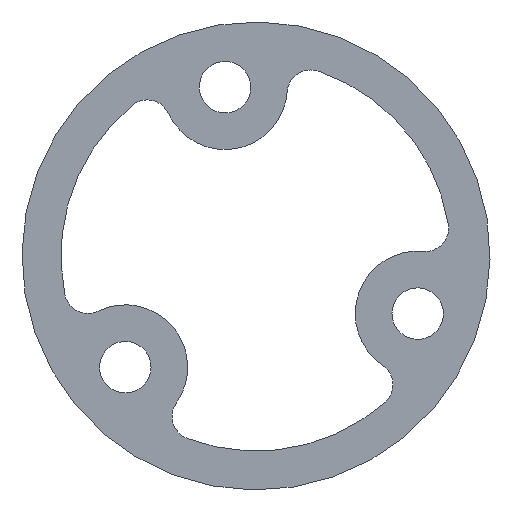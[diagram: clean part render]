
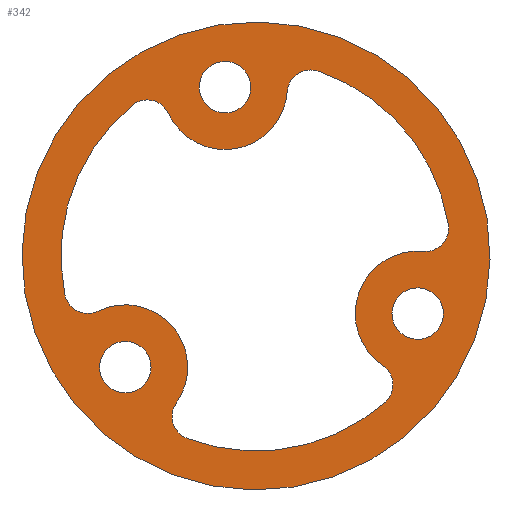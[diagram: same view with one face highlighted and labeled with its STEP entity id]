
A CAD part, left-side view. The second image highlights one B-rep face of the part: STEP entity #342.
In plain terms, the highlighted planar face has unit normal (-1, 0, 0).
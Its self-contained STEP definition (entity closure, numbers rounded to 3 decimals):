
#19=FACE_BOUND('',#65,.T.);
#20=FACE_BOUND('',#66,.T.);
#21=FACE_BOUND('',#67,.T.);
#22=FACE_BOUND('',#68,.T.);
#24=PLANE('',#406);
#42=FACE_OUTER_BOUND('',#64,.T.);
#64=EDGE_LOOP('',(#293));
#65=EDGE_LOOP('',(#294));
#66=EDGE_LOOP('',(#295));
#67=EDGE_LOOP('',(#296));
#68=EDGE_LOOP('',(#297,#298,#299,#300,#301,#302,#303,#304,#305,#306,#307,
#308));
#101=CIRCLE('',#358,4.);
#103=CIRCLE('',#361,1.5);
#105=CIRCLE('',#364,12.5);
#107=CIRCLE('',#367,1.5);
#109=CIRCLE('',#370,4.);
#111=CIRCLE('',#373,1.5);
#113=CIRCLE('',#376,1.65);
#115=CIRCLE('',#379,1.65);
#117=CIRCLE('',#382,1.65);
#119=CIRCLE('',#385,15.);
#121=CIRCLE('',#388,12.5);
#123=CIRCLE('',#391,1.5);
#125=CIRCLE('',#394,4.);
#127=CIRCLE('',#397,1.5);
#129=CIRCLE('',#400,12.5);
#131=CIRCLE('',#403,1.5);
#133=VERTEX_POINT('',#527);
#134=VERTEX_POINT('',#528);
#137=VERTEX_POINT('',#536);
#139=VERTEX_POINT('',#542);
#141=VERTEX_POINT('',#548);
#143=VERTEX_POINT('',#554);
#145=VERTEX_POINT('',#560);
#147=VERTEX_POINT('',#566);
#149=VERTEX_POINT('',#572);
#151=VERTEX_POINT('',#578);
#153=VERTEX_POINT('',#584);
#155=VERTEX_POINT('',#590);
#157=VERTEX_POINT('',#596);
#159=VERTEX_POINT('',#602);
#161=VERTEX_POINT('',#608);
#163=VERTEX_POINT('',#614);
#165=EDGE_CURVE('',#133,#134,#101,.T.);
#169=EDGE_CURVE('',#137,#133,#103,.T.);
#172=EDGE_CURVE('',#139,#137,#105,.T.);
#175=EDGE_CURVE('',#141,#139,#107,.T.);
#178=EDGE_CURVE('',#143,#141,#109,.T.);
#181=EDGE_CURVE('',#145,#143,#111,.T.);
#184=EDGE_CURVE('',#147,#147,#113,.T.);
#187=EDGE_CURVE('',#149,#149,#115,.T.);
#190=EDGE_CURVE('',#151,#151,#117,.T.);
#193=EDGE_CURVE('',#153,#153,#119,.T.);
#196=EDGE_CURVE('',#155,#145,#121,.T.);
#199=EDGE_CURVE('',#157,#155,#123,.T.);
#202=EDGE_CURVE('',#159,#157,#125,.T.);
#205=EDGE_CURVE('',#161,#159,#127,.T.);
#208=EDGE_CURVE('',#163,#161,#129,.T.);
#211=EDGE_CURVE('',#134,#163,#131,.T.);
#293=ORIENTED_EDGE('',*,*,#193,.T.);
#294=ORIENTED_EDGE('',*,*,#190,.T.);
#295=ORIENTED_EDGE('',*,*,#187,.T.);
#296=ORIENTED_EDGE('',*,*,#184,.T.);
#297=ORIENTED_EDGE('',*,*,#181,.T.);
#298=ORIENTED_EDGE('',*,*,#178,.T.);
#299=ORIENTED_EDGE('',*,*,#175,.T.);
#300=ORIENTED_EDGE('',*,*,#172,.T.);
#301=ORIENTED_EDGE('',*,*,#169,.T.);
#302=ORIENTED_EDGE('',*,*,#165,.T.);
#303=ORIENTED_EDGE('',*,*,#211,.T.);
#304=ORIENTED_EDGE('',*,*,#208,.T.);
#305=ORIENTED_EDGE('',*,*,#205,.T.);
#306=ORIENTED_EDGE('',*,*,#202,.T.);
#307=ORIENTED_EDGE('',*,*,#199,.T.);
#308=ORIENTED_EDGE('',*,*,#196,.T.);
#342=ADVANCED_FACE('',(#42,#19,#20,#21,#22),#24,.F.);
#358=AXIS2_PLACEMENT_3D('',#529,#411,#412);
#361=AXIS2_PLACEMENT_3D('',#537,#419,#420);
#364=AXIS2_PLACEMENT_3D('',#543,#426,#427);
#367=AXIS2_PLACEMENT_3D('',#549,#433,#434);
#370=AXIS2_PLACEMENT_3D('',#555,#440,#441);
#373=AXIS2_PLACEMENT_3D('',#561,#447,#448);
#376=AXIS2_PLACEMENT_3D('',#567,#454,#455);
#379=AXIS2_PLACEMENT_3D('',#573,#461,#462);
#382=AXIS2_PLACEMENT_3D('',#579,#468,#469);
#385=AXIS2_PLACEMENT_3D('',#585,#475,#476);
#388=AXIS2_PLACEMENT_3D('',#591,#482,#483);
#391=AXIS2_PLACEMENT_3D('',#597,#489,#490);
#394=AXIS2_PLACEMENT_3D('',#603,#496,#497);
#397=AXIS2_PLACEMENT_3D('',#609,#503,#504);
#400=AXIS2_PLACEMENT_3D('',#615,#510,#511);
#403=AXIS2_PLACEMENT_3D('',#620,#517,#518);
#406=AXIS2_PLACEMENT_3D('',#623,#523,#524);
#411=DIRECTION('center_axis',(-1.,0.,0.));
#412=DIRECTION('ref_axis',(0.,1.,0.015));
#419=DIRECTION('center_axis',(1.,0.,0.));
#420=DIRECTION('ref_axis',(0.,0.956,-0.294));
#426=DIRECTION('center_axis',(1.,0.,0.));
#427=DIRECTION('ref_axis',(0.,1.,0.015));
#433=DIRECTION('center_axis',(1.,0.,0.));
#434=DIRECTION('ref_axis',(0.,-0.998,0.064));
#440=DIRECTION('center_axis',(-1.,0.,0.));
#441=DIRECTION('ref_axis',(0.,1.,0.015));
#447=DIRECTION('center_axis',(1.,0.,0.));
#448=DIRECTION('ref_axis',(0.,-0.733,-0.681));
#454=DIRECTION('center_axis',(1.,0.,0.));
#455=DIRECTION('ref_axis',(0.,1.,0.015));
#461=DIRECTION('center_axis',(1.,0.,0.));
#462=DIRECTION('ref_axis',(0.,-0.487,-0.874));
#468=DIRECTION('center_axis',(1.,0.,0.));
#469=DIRECTION('ref_axis',(0.,-0.513,0.858));
#475=DIRECTION('center_axis',(-1.,0.,0.));
#476=DIRECTION('ref_axis',(0.,1.,0.015));
#482=DIRECTION('center_axis',(1.,0.,0.));
#483=DIRECTION('ref_axis',(0.,1.,0.015));
#489=DIRECTION('center_axis',(1.,0.,0.));
#490=DIRECTION('ref_axis',(0.,0.555,0.832));
#496=DIRECTION('center_axis',(-1.,0.,0.));
#497=DIRECTION('ref_axis',(0.,1.,0.015));
#503=DIRECTION('center_axis',(1.,0.,0.));
#504=DIRECTION('ref_axis',(0.,-0.223,0.975));
#510=DIRECTION('center_axis',(1.,0.,0.));
#511=DIRECTION('ref_axis',(0.,1.,0.015));
#517=DIRECTION('center_axis',(1.,0.,0.));
#518=DIRECTION('ref_axis',(0.,0.443,-0.896));
#523=DIRECTION('center_axis',(1.,0.,0.));
#524=DIRECTION('ref_axis',(0.,0.,-1.));
#527=CARTESIAN_POINT('',(245.8,5.108,-279.427));
#528=CARTESIAN_POINT('',(245.8,10.128,-273.528));
#529=CARTESIAN_POINT('Origin',(245.8,8.379,-277.125));
#536=CARTESIAN_POINT('',(245.8,4.41,-281.694));
#537=CARTESIAN_POINT('Origin',(245.8,3.881,-280.29));
#542=CARTESIAN_POINT('',(245.8,-8.271,-279.367));
#543=CARTESIAN_POINT('Origin',(245.8,0.002,-269.997));
#548=CARTESIAN_POINT('',(245.8,-8.119,-277.));
#549=CARTESIAN_POINT('Origin',(245.8,-7.278,-278.243));
#554=CARTESIAN_POINT('',(245.8,-10.718,-269.704));
#555=CARTESIAN_POINT('Origin',(245.8,-10.361,-273.688));
#560=CARTESIAN_POINT('',(245.8,-12.332,-267.966));
#561=CARTESIAN_POINT('Origin',(245.8,-10.852,-268.21));
#566=CARTESIAN_POINT('',(245.8,0.337,-259.203));
#567=CARTESIAN_POINT('Origin',(245.8,1.987,-259.177));
#572=CARTESIAN_POINT('',(245.8,9.182,-275.684));
#573=CARTESIAN_POINT('Origin',(245.8,8.379,-277.125));
#578=CARTESIAN_POINT('',(245.8,-9.514,-275.104));
#579=CARTESIAN_POINT('Origin',(245.8,-10.361,-273.688));
#584=CARTESIAN_POINT('',(245.8,-14.996,-270.227));
#585=CARTESIAN_POINT('Origin',(245.8,0.002,-269.997));
#590=CARTESIAN_POINT('',(245.8,-3.977,-258.147));
#591=CARTESIAN_POINT('Origin',(245.8,0.002,-269.997));
#596=CARTESIAN_POINT('',(245.8,-2.003,-259.462));
#597=CARTESIAN_POINT('Origin',(245.8,-3.499,-259.569));
#602=CARTESIAN_POINT('',(245.8,5.616,-260.86));
#603=CARTESIAN_POINT('Origin',(245.8,1.987,-259.177));
#608=CARTESIAN_POINT('',(245.8,7.928,-260.331));
#609=CARTESIAN_POINT('Origin',(245.8,6.976,-261.491));
#614=CARTESIAN_POINT('',(245.8,12.253,-272.476));
#615=CARTESIAN_POINT('Origin',(245.8,0.002,-269.997));
#620=CARTESIAN_POINT('Origin',(245.8,10.783,-272.178));
#623=CARTESIAN_POINT('Origin',(245.8,0.002,-269.997));
